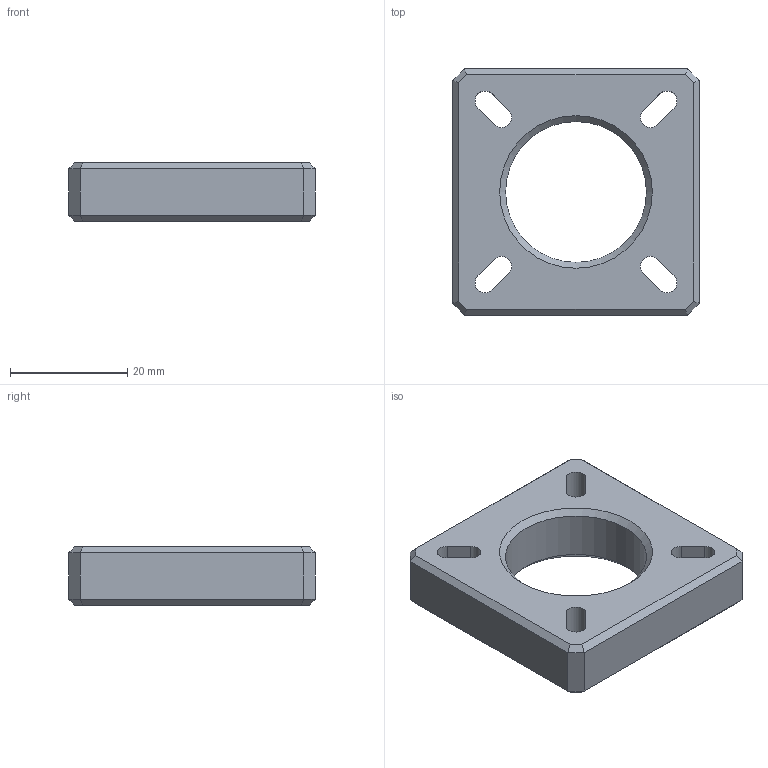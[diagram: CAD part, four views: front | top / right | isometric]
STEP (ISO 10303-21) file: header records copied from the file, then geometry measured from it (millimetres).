
FILE_DESCRIPTION(('FreeCAD Model'),'2;1');
FILE_NAME('Open CASCADE Shape Model','2023-05-05T10:14:28',('Author'),( ''),'Open CASCADE STEP processor 7.5','FreeCAD','Unknown');
FILE_SCHEMA(('AUTOMOTIVE_DESIGN { 1 0 10303 214 1 1 1 1 }'));
Length unit declared in the file: millimetre
Products named in the file (1): motor.spacer
Bounding box: 42 x 42 x 10 mm (x, y, z)
Volume: 11890.3 mm3; surface area: 5280.4 mm2
Topology: 1 solids, 1 shells, 45 faces, 111 edges, 68 vertices
Faces by surface type: plane 34, cylinder 9, cone 2
Full cylindrical faces by diameter (mm): 24 x1
Entity records: 2840 total; most frequent: CARTESIAN_POINT 555, DIRECTION 427, LINE 295, VECTOR 295, ORIENTED_EDGE 222, PCURVE 222, DEFINITIONAL_REPRESENTATION 222, EDGE_CURVE 111
